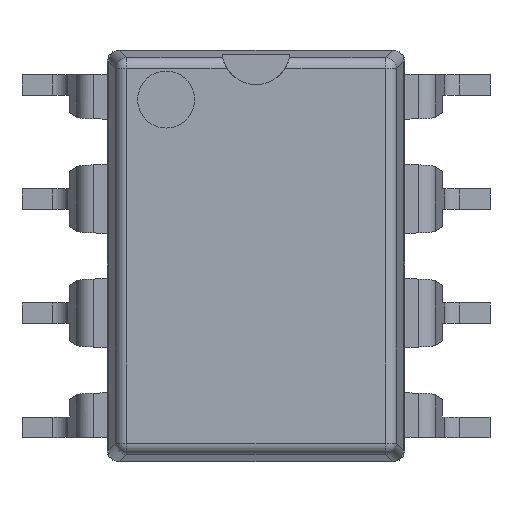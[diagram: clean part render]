
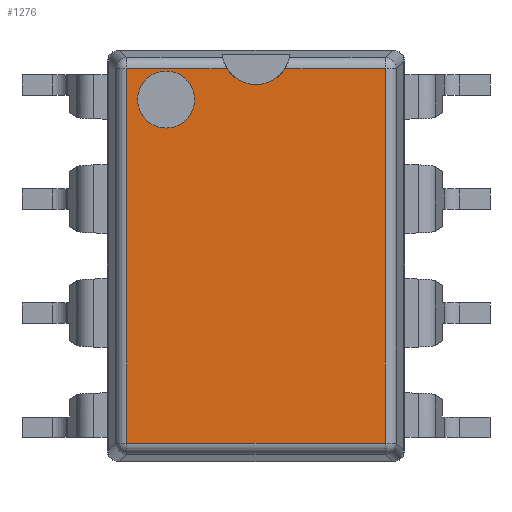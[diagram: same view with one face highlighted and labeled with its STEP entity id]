
A CAD part, top view. The second image highlights one B-rep face of the part: STEP entity #1276.
In plain terms, the highlighted face is planar.
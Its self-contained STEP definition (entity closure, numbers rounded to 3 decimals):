
#29=CARTESIAN_POINT('',(3.48,1.51,-2.));
#30=DIRECTION('',(0.,1.,0.));
#31=DIRECTION('',(1.,0.,0.));
#32=AXIS2_PLACEMENT_3D('',#29,#30,#31);
#38=CARTESIAN_POINT('',(3.48,1.51,-2.));
#39=DIRECTION('',(0.,1.,0.));
#40=DIRECTION('',(-1.,0.,0.));
#41=AXIS2_PLACEMENT_3D('',#38,#39,#40);
#46=CARTESIAN_POINT('',(4.575,1.51,0.));
#47=DIRECTION('',(0.,-1.,0.));
#48=DIRECTION('',(-0.534,0.,0.846));
#49=AXIS2_PLACEMENT_3D('',#46,#47,#48);
#62=DIRECTION('',(0.,0.,-1.));
#63=VECTOR('',#62,2.234);
#64=CARTESIAN_POINT('',(4.168,1.51,-0.644));
#65=LINE('',#64,#63);
#126=DIRECTION('',(-1.,0.,0.));
#127=VECTOR('',#126,8.337);
#128=CARTESIAN_POINT('',(4.168,1.51,-2.878));
#129=LINE('',#128,#127);
#164=DIRECTION('',(0.,0.,1.));
#165=VECTOR('',#164,5.757);
#166=CARTESIAN_POINT('',(-4.168,1.51,-2.878));
#167=LINE('',#166,#165);
#357=DIRECTION('',(1.,0.,0.));
#358=VECTOR('',#357,8.337);
#359=CARTESIAN_POINT('',(-4.168,1.51,2.878));
#360=LINE('',#359,#358);
#1053=DIRECTION('',(0.,0.,-1.));
#1054=VECTOR('',#1053,2.234);
#1055=CARTESIAN_POINT('',(4.168,1.51,2.878));
#1056=LINE('',#1055,#1054);
#1123=CARTESIAN_POINT('',(4.168,1.51,-2.878));
#1124=CARTESIAN_POINT('',(-4.168,1.51,-2.878));
#1125=VERTEX_POINT('',#1123);
#1126=VERTEX_POINT('',#1124);
#1131=CARTESIAN_POINT('',(-4.168,1.51,2.878));
#1132=VERTEX_POINT('',#1131);
#1137=CARTESIAN_POINT('',(4.168,1.51,2.878));
#1138=VERTEX_POINT('',#1137);
#1235=CARTESIAN_POINT('',(4.115,1.51,-2.));
#1236=CARTESIAN_POINT('',(2.845,1.51,-2.));
#1237=VERTEX_POINT('',#1235);
#1238=VERTEX_POINT('',#1236);
#1243=CARTESIAN_POINT('',(4.168,1.51,0.644));
#1244=CARTESIAN_POINT('',(4.168,1.51,-0.644));
#1245=VERTEX_POINT('',#1243);
#1246=VERTEX_POINT('',#1244);
#1251=CARTESIAN_POINT('',(0.,1.51,0.));
#1252=DIRECTION('',(0.,1.,0.));
#1253=DIRECTION('',(1.,0.,0.));
#1254=AXIS2_PLACEMENT_3D('',#1251,#1252,#1253);
#1255=PLANE('',#1254);
#1257=ORIENTED_EDGE('',*,*,#1256,.F.);
#1259=ORIENTED_EDGE('',*,*,#1258,.F.);
#1261=ORIENTED_EDGE('',*,*,#1260,.F.);
#1263=ORIENTED_EDGE('',*,*,#1262,.F.);
#1265=ORIENTED_EDGE('',*,*,#1264,.F.);
#1267=ORIENTED_EDGE('',*,*,#1266,.F.);
#1268=EDGE_LOOP('',(#1257,#1259,#1261,#1263,#1265,#1267));
#1269=FACE_OUTER_BOUND('',#1268,.F.);
#1271=ORIENTED_EDGE('',*,*,#1270,.T.);
#1273=ORIENTED_EDGE('',*,*,#1272,.T.);
#1274=EDGE_LOOP('',(#1271,#1273));
#1275=FACE_BOUND('',#1274,.F.);
#33=CIRCLE('',#32,0.635);
#42=CIRCLE('',#41,0.635);
#50=CIRCLE('',#49,0.762);
#1256=EDGE_CURVE('',#1245,#1246,#50,.T.);
#1258=EDGE_CURVE('',#1138,#1245,#1056,.T.);
#1260=EDGE_CURVE('',#1132,#1138,#360,.T.);
#1262=EDGE_CURVE('',#1126,#1132,#167,.T.);
#1264=EDGE_CURVE('',#1125,#1126,#129,.T.);
#1266=EDGE_CURVE('',#1246,#1125,#65,.T.);
#1270=EDGE_CURVE('',#1237,#1238,#33,.T.);
#1272=EDGE_CURVE('',#1238,#1237,#42,.T.);
#1276=ADVANCED_FACE('',(#1269,#1275),#1255,.T.);
